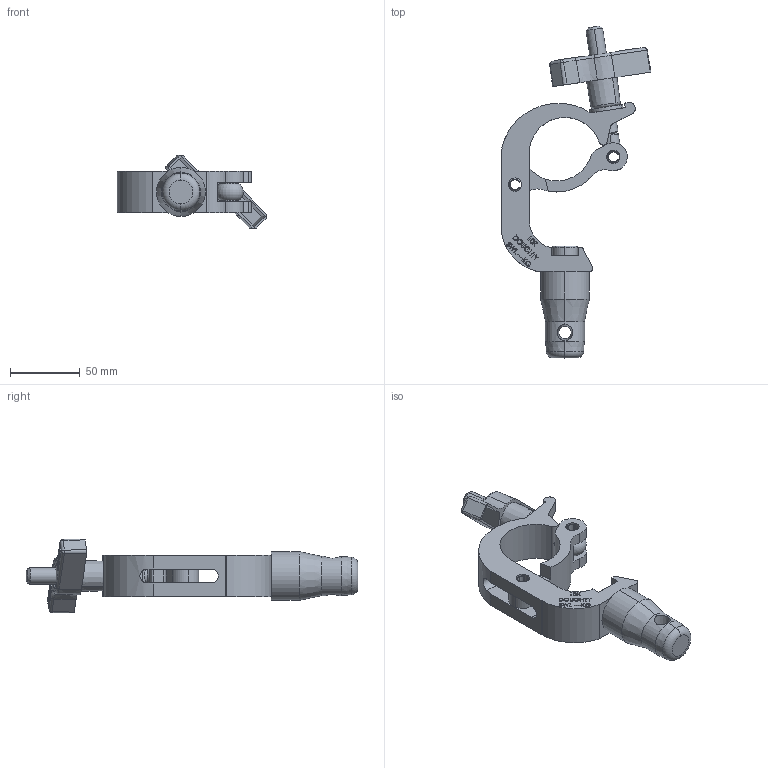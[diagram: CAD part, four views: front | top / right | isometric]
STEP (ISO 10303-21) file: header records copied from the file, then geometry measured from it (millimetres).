
FILE_DESCRIPTION (( 'STEP AP203' ), '1' );
FILE_NAME ('T45825.STEP', '2018-07-30T13:07:49', ( '' ), ( '' ), 'SwSTEP 2.0', 'SolidWorks 2016', '' );
FILE_SCHEMA (( 'CONFIG_CONTROL_DESIGN' ));
Length unit declared in the file: millimetre
Products named in the file (13): S0123; f1501; A Washer_Bright washer BS 4320 - M12 (Form A); TH733; TH2023_30MM WIDE; T78052; TH2024_30MM WIDE; TH013_TH013; F2916_ISO 4762 M12 x 45 --- 45S; T45825; F791; TH3127; TH1304_TH1304
Assembly tree (13 placements, depth 3):
  T45825
    TH013_TH013
      TH2023_30MM WIDE
    TH1304_TH1304
      TH2024_30MM WIDE
    F791  x2
    T78052
      TH733
      A Washer_Bright washer BS 4320 - M12 (Form A)
      S0123
    TH3127
    F2916_ISO 4762 M12 x 45 --- 45S
    f1501
Bounding box: 107.26 x 237.52 x 52.78 mm (x, y, z)
Volume: 187196.9 mm3; surface area: 64064.2 mm2
Topology: 10 solids, 10 shells, 797 faces, 2086 edges, 1349 vertices
Faces by surface type: plane 344, cylinder 171, bspline 138, cone 128, torus 16
Entity records: 34523 total; most frequent: CARTESIAN_POINT 14392, ORIENTED_EDGE 4076, DIRECTION 3587, EDGE_CURVE 2038, VERTEX_POINT 1325, VECTOR 1209, LINE 1209, AXIS2_PLACEMENT_3D 1189
